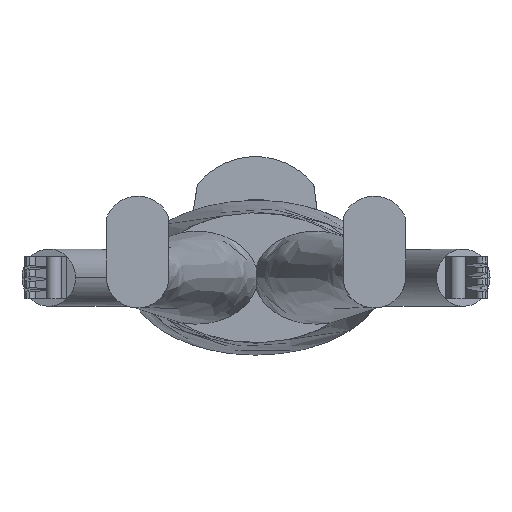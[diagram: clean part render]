
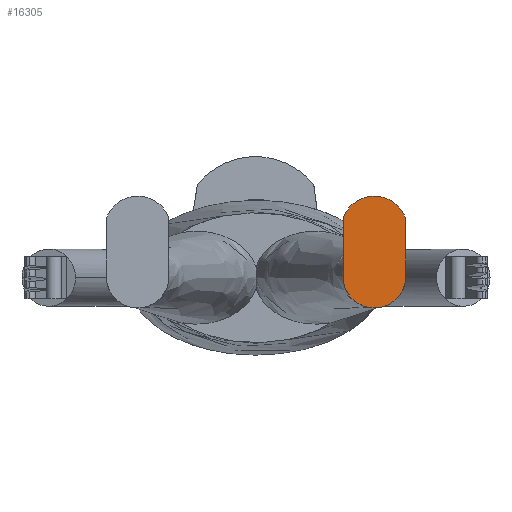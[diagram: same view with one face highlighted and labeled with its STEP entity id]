
A CAD part, front view. The second image highlights one B-rep face of the part: STEP entity #16305.
In plain terms, the highlighted face is planar.
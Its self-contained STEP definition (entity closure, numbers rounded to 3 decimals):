
#2188=CARTESIAN_POINT('',(167.731,-747.,0.));
#2189=VERTEX_POINT('',#2188);
#2196=CARTESIAN_POINT('',(167.731,-747.,115.243));
#2197=VERTEX_POINT('',#2196);
#2198=CARTESIAN_POINT('',(167.731,-747.,0.));
#2199=DIRECTION('',(0.0,0.0,1.0));
#2200=VECTOR('',#2199,115.243);
#2201=LINE('',#2198,#2200);
#2202=EDGE_CURVE('',#2189,#2197,#2201,.T.);
#2317=CARTESIAN_POINT('',(287.988,-747.,-1.061));
#2318=VERTEX_POINT('',#2317);
#2325=CARTESIAN_POINT('',(227.881,-747.,1.947));
#2326=DIRECTION('',(0.0,1.0,0.0));
#2327=DIRECTION('',(0.0,0.0,-1.0));
#2328=AXIS2_PLACEMENT_3D('',#2325,#2326,#2327);
#2329=CIRCLE('',#2328,60.182);
#2330=EDGE_CURVE('',#2318,#2189,#2329,.T.);
#16272=CARTESIAN_POINT('',(227.881,-747.,1.947));
#16273=DIRECTION('',(0.0,-1.0,0.0));
#16274=DIRECTION('',(0.0,0.0,-1.0));
#16275=AXIS2_PLACEMENT_3D('',#16272,#16273,#16274);
#16276=PLANE('',#16275);
#16277=ORIENTED_EDGE('',*,*,#2330,.F.);
#16278=CARTESIAN_POINT('',(287.988,-747.,114.182));
#16279=VERTEX_POINT('',#16278);
#16280=CARTESIAN_POINT('',(287.988,-747.,-1.061));
#16281=DIRECTION('',(0.0,0.0,1.0));
#16282=VECTOR('',#16281,115.243);
#16283=LINE('',#16280,#16282);
#16284=EDGE_CURVE('',#2318,#16279,#16283,.T.);
#16285=ORIENTED_EDGE('',*,*,#16284,.T.);
#16286=CARTESIAN_POINT('',(227.669,-747.,156.99));
#16287=VERTEX_POINT('',#16286);
#16288=CARTESIAN_POINT('',(227.669,-747.,93.088));
#16289=DIRECTION('',(0.0,-1.0,0.0));
#16290=DIRECTION('',(0.0,0.0,1.0));
#16291=AXIS2_PLACEMENT_3D('',#16288,#16289,#16290);
#16292=CIRCLE('',#16291,63.901);
#16293=EDGE_CURVE('',#16279,#16287,#16292,.T.);
#16294=ORIENTED_EDGE('',*,*,#16293,.T.);
#16295=CARTESIAN_POINT('',(227.669,-747.,93.088));
#16296=DIRECTION('',(0.0,-1.0,0.0));
#16297=DIRECTION('',(0.0,0.0,1.0));
#16298=AXIS2_PLACEMENT_3D('',#16295,#16296,#16297);
#16299=CIRCLE('',#16298,63.901);
#16300=EDGE_CURVE('',#16287,#2197,#16299,.T.);
#16301=ORIENTED_EDGE('',*,*,#16300,.T.);
#16302=ORIENTED_EDGE('',*,*,#2202,.F.);
#16303=EDGE_LOOP('',(#16277,#16285,#16294,#16301,#16302));
#16304=FACE_OUTER_BOUND('',#16303,.T.);
#16305=ADVANCED_FACE('',(#16304),#16276,.T.);
